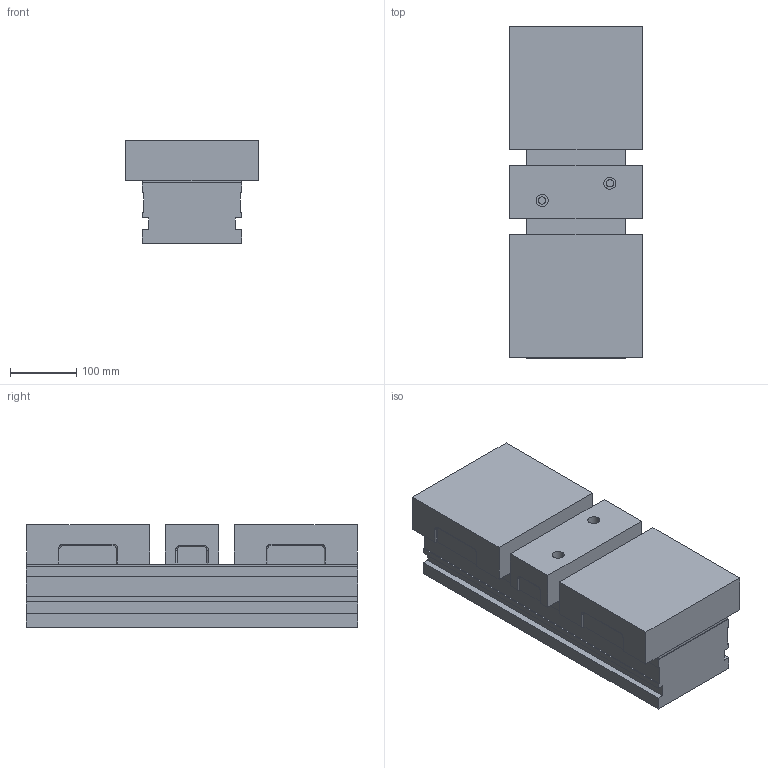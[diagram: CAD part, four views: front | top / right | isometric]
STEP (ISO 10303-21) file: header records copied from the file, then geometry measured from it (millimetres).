
FILE_DESCRIPTION (( 'STEP AP203' ), '1' );
FILE_NAME ('15501.STEP', '2025-03-15T09:57:14', ( '微软用户' ), ( '微软中国' ), 'SwSTEP 2.0', 'SolidWorks 2016', '' );
FILE_SCHEMA (( 'CONFIG_CONTROL_DESIGN' ));
Length unit declared in the file: millimetre
Products named in the file (8): 6_9; 4_9; Assem3_4; 15501; 2_9; Assem2_8; Assem1_8; 7_9
Assembly tree (8 placements, depth 3):
  15501
    7_9
    Assem1_8
      2_9
    Assem2_8  x2
      4_9
    Assem3_4
      6_9
Bounding box: 200 x 500 x 154 mm (x, y, z)
Volume: 11983124.9 mm3; surface area: 764296.2 mm2
Topology: 5 solids, 5 shells, 210 faces, 522 edges, 340 vertices
Faces by surface type: plane 116, cylinder 82, bspline 12
Entity records: 6418 total; most frequent: CARTESIAN_POINT 1088, DIRECTION 964, ORIENTED_EDGE 904, EDGE_CURVE 452, AXIS2_PLACEMENT_3D 332, VECTOR 300, LINE 300, VERTEX_POINT 296
